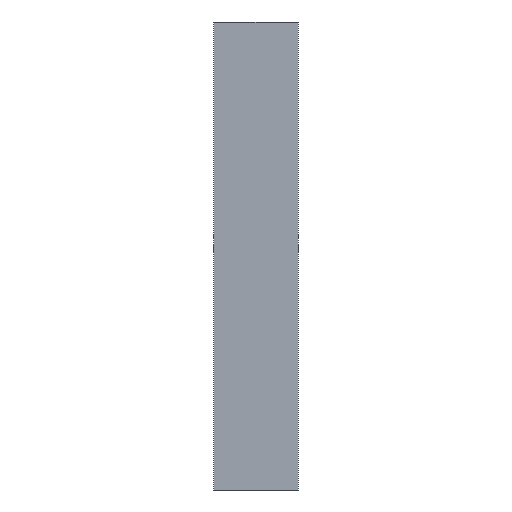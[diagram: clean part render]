
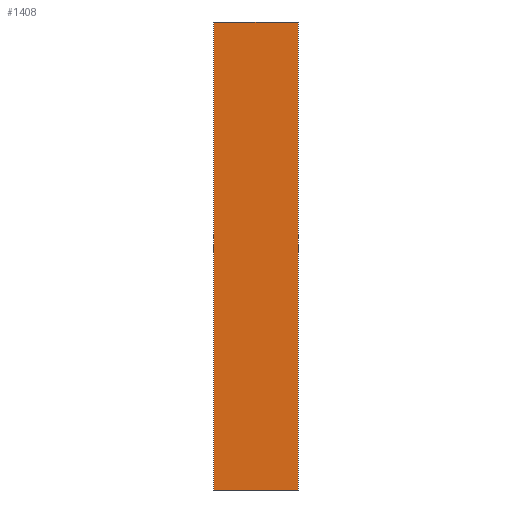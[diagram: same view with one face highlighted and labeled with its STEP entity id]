
A CAD part, front view. The second image highlights one B-rep face of the part: STEP entity #1408.
In plain terms, the highlighted planar face has unit normal (0, -1, 0).
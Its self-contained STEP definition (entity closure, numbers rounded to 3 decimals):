
#256 = ORIENTED_EDGE ( 'NONE', *, *, #4627, .T. ) ;
#441 = CARTESIAN_POINT ( 'NONE',  ( 89.75, -15., 0. ) ) ;
#977 = VERTEX_POINT ( 'NONE', #3113 ) ;
#1115 = FACE_OUTER_BOUND ( 'NONE', #7779, .T. ) ;
#1408 = ADVANCED_FACE ( '�����1', ( #1115 ), #1867, .F. ) ;
#1412 = LINE ( 'NONE', #5584, #3018 ) ;
#1516 = EDGE_CURVE ( 'NONE', #8659, #7873, #1412, .T. ) ;
#1867 = PLANE ( 'NONE',  #2880 ) ;
#1906 = DIRECTION ( 'NONE',  ( 1., 0., 0. ) ) ;
#2177 = CARTESIAN_POINT ( 'NONE',  ( -90., -15., 1000. ) ) ;
#2466 = ORIENTED_EDGE ( 'NONE', *, *, #1516, .T. ) ;
#2880 = AXIS2_PLACEMENT_3D ( 'NONE', #5207, #6570, #3229 ) ;
#3018 = VECTOR ( 'NONE', #8276, 1000. ) ;
#3113 = CARTESIAN_POINT ( 'NONE',  ( -89.75, -15., 1000. ) ) ;
#3229 = DIRECTION ( 'NONE',  ( 0., 0., 1. ) ) ;
#3252 = CARTESIAN_POINT ( 'NONE',  ( -89.75, -15., 0. ) ) ;
#3463 = VECTOR ( 'NONE', #5970, 1000. ) ;
#4024 = LINE ( 'NONE', #4719, #7033 ) ;
#4191 = DIRECTION ( 'NONE',  ( 0., 0., -1. ) ) ;
#4330 = ORIENTED_EDGE ( 'NONE', *, *, #7886, .T. ) ;
#4575 = LINE ( 'NONE', #2177, #3463 ) ;
#4627 = EDGE_CURVE ( 'NONE', #977, #7603, #4024, .T. ) ;
#4719 = CARTESIAN_POINT ( 'NONE',  ( -89.75, -15., 1000. ) ) ;
#5207 = CARTESIAN_POINT ( 'NONE',  ( -90., -15., 1000. ) ) ;
#5254 = LINE ( 'NONE', #7940, #5711 ) ;
#5270 = ORIENTED_EDGE ( 'NONE', *, *, #7515, .F. ) ;
#5584 = CARTESIAN_POINT ( 'NONE',  ( 89.75, -15., 1000. ) ) ;
#5711 = VECTOR ( 'NONE', #1906, 1000. ) ;
#5903 = CARTESIAN_POINT ( 'NONE',  ( 89.75, -15., 1000. ) ) ;
#5970 = DIRECTION ( 'NONE',  ( 1., 0., 0. ) ) ;
#6570 = DIRECTION ( 'NONE',  ( 0., 1., 0. ) ) ;
#7033 = VECTOR ( 'NONE', #4191, 1000. ) ;
#7515 = EDGE_CURVE ( 'NONE', #977, #7873, #4575, .T. ) ;
#7603 = VERTEX_POINT ( 'NONE', #3252 ) ;
#7779 = EDGE_LOOP ( 'NONE', ( #4330, #2466, #5270, #256 ) ) ;
#7873 = VERTEX_POINT ( 'NONE', #5903 ) ;
#7886 = EDGE_CURVE ( 'NONE', #7603, #8659, #5254, .T. ) ;
#7940 = CARTESIAN_POINT ( 'NONE',  ( -90., -15., 0. ) ) ;
#8276 = DIRECTION ( 'NONE',  ( 0., 0., 1. ) ) ;
#8659 = VERTEX_POINT ( 'NONE', #441 ) ;
